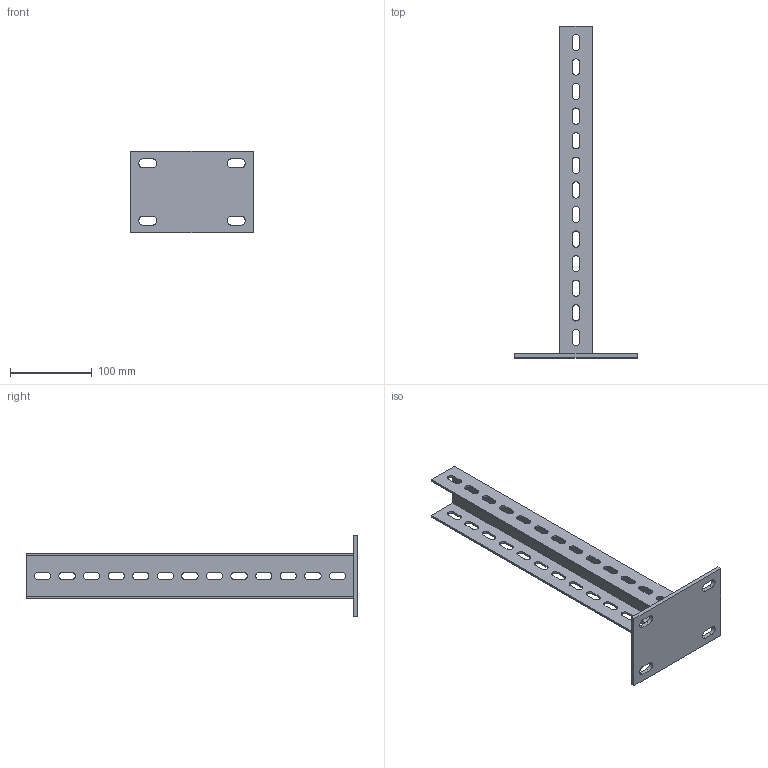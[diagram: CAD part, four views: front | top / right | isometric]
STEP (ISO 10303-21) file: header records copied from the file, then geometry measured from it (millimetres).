
FILE_DESCRIPTION (( 'STEP AP203' ), '1' );
FILE_NAME ('CLW10-SSH-400-HDZ Êðîíøòåéí ïîòîëî÷íûé SSH 400 HDZ IEK.SLDPRT.STEP', '2016-05-11T09:28:08', ( '' ), ( '' ), 'SwSTEP 2.0', 'SolidWorks 2014', '' );
FILE_SCHEMA (( 'CONFIG_CONTROL_DESIGN' ));
Length unit declared in the file: millimetre
Products named in the file (1): CLW10-SSH-400-HDZ Êðîíøòåéí ïîòîëî÷íûé SSH 400 HDZ IEK.SLDPRT
Bounding box: 150 x 405 x 100 mm (x, y, z)
Volume: 185824.2 mm3; surface area: 130920.5 mm2
Topology: 1 solids, 1 shells, 187 faces, 552 edges, 368 vertices
Faces by surface type: plane 101, cylinder 86
Entity records: 6527 total; most frequent: CARTESIAN_POINT 1108, ORIENTED_EDGE 1104, DIRECTION 1100, EDGE_CURVE 552, VECTOR 380, LINE 380, VERTEX_POINT 368, AXIS2_PLACEMENT_3D 360
